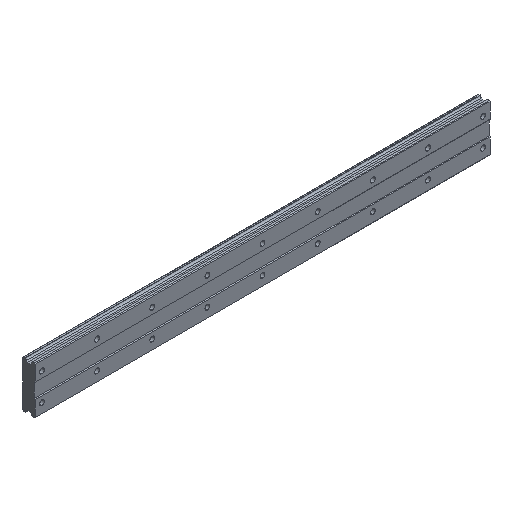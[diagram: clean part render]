
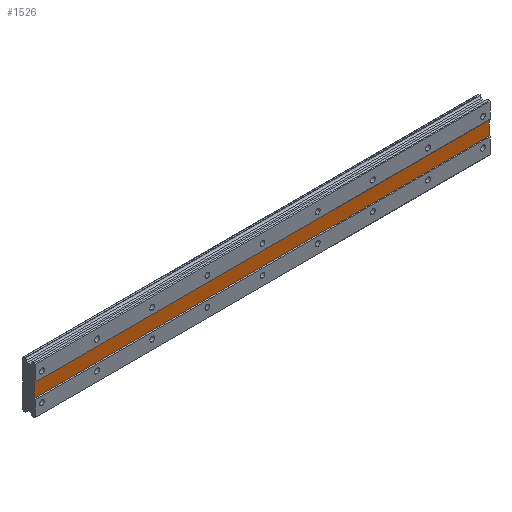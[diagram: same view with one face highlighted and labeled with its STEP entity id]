
A CAD part, isometric view. The second image highlights one B-rep face of the part: STEP entity #1526.
In plain terms, the highlighted planar face has unit normal (0, -1, 0).
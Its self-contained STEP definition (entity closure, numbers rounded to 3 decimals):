
#240 = VECTOR ( 'NONE', #1369, 1000. ) ;
#501 = EDGE_CURVE ( 'NONE', #2714, #1842, #815, .T. ) ;
#521 = CARTESIAN_POINT ( 'NONE',  ( -10., 1., 10. ) ) ;
#622 = CARTESIAN_POINT ( 'NONE',  ( -10., 1., -10. ) ) ;
#655 = DIRECTION ( 'NONE',  ( 0., 0., 1. ) ) ;
#700 = VERTEX_POINT ( 'NONE', #622 ) ;
#796 = DIRECTION ( 'NONE',  ( 0., 0., -1. ) ) ;
#815 = LINE ( 'NONE', #2646, #1622 ) ;
#828 = CARTESIAN_POINT ( 'NONE',  ( 650., 1., 10. ) ) ;
#957 = LINE ( 'NONE', #2181, #1430 ) ;
#1200 = EDGE_CURVE ( 'NONE', #1843, #2714, #1773, .T. ) ;
#1245 = CARTESIAN_POINT ( 'NONE',  ( 650., 1., 10. ) ) ;
#1369 = DIRECTION ( 'NONE',  ( 0., 0., -1. ) ) ;
#1430 = VECTOR ( 'NONE', #2800, 1000. ) ;
#1472 = CARTESIAN_POINT ( 'NONE',  ( 650., 1., 10. ) ) ;
#1526 = ADVANCED_FACE ( 'NONE', ( #2774 ), #3569, .F. ) ;
#1550 = DIRECTION ( 'NONE',  ( 0., 1., 0. ) ) ;
#1589 = ORIENTED_EDGE ( 'NONE', *, *, #2398, .T. ) ;
#1622 = VECTOR ( 'NONE', #796, 1000. ) ;
#1636 = EDGE_LOOP ( 'NONE', ( #2497, #3141, #3857, #1589 ) ) ;
#1773 = LINE ( 'NONE', #1472, #3294 ) ;
#1842 = VERTEX_POINT ( 'NONE', #1992 ) ;
#1843 = VERTEX_POINT ( 'NONE', #521 ) ;
#1992 = CARTESIAN_POINT ( 'NONE',  ( 650., 1., -10. ) ) ;
#2004 = CARTESIAN_POINT ( 'NONE',  ( -10., 1., 34.482 ) ) ;
#2181 = CARTESIAN_POINT ( 'NONE',  ( 650., 1., -10. ) ) ;
#2343 = DIRECTION ( 'NONE',  ( 1., 0., 0. ) ) ;
#2348 = EDGE_CURVE ( 'NONE', #700, #1842, #957, .T. ) ;
#2398 = EDGE_CURVE ( 'NONE', #1843, #700, #3759, .T. ) ;
#2497 = ORIENTED_EDGE ( 'NONE', *, *, #2348, .T. ) ;
#2646 = CARTESIAN_POINT ( 'NONE',  ( 650., 1., 34.482 ) ) ;
#2714 = VERTEX_POINT ( 'NONE', #828 ) ;
#2774 = FACE_OUTER_BOUND ( 'NONE', #1636, .T. ) ;
#2800 = DIRECTION ( 'NONE',  ( 1., 0., 0. ) ) ;
#2801 = AXIS2_PLACEMENT_3D ( 'NONE', #1245, #1550, #655 ) ;
#3141 = ORIENTED_EDGE ( 'NONE', *, *, #501, .F. ) ;
#3294 = VECTOR ( 'NONE', #2343, 1000. ) ;
#3569 = PLANE ( 'NONE',  #2801 ) ;
#3759 = LINE ( 'NONE', #2004, #240 ) ;
#3857 = ORIENTED_EDGE ( 'NONE', *, *, #1200, .F. ) ;
